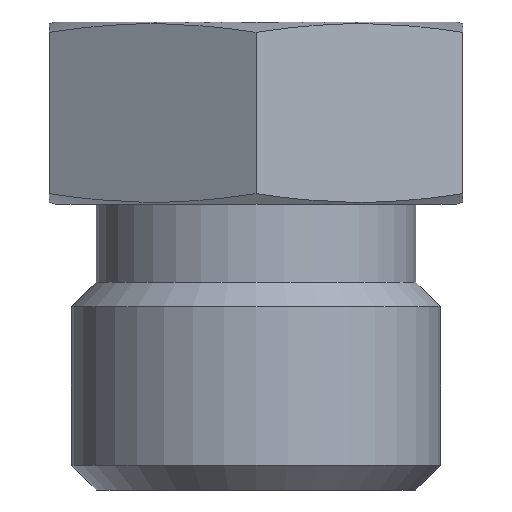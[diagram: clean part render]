
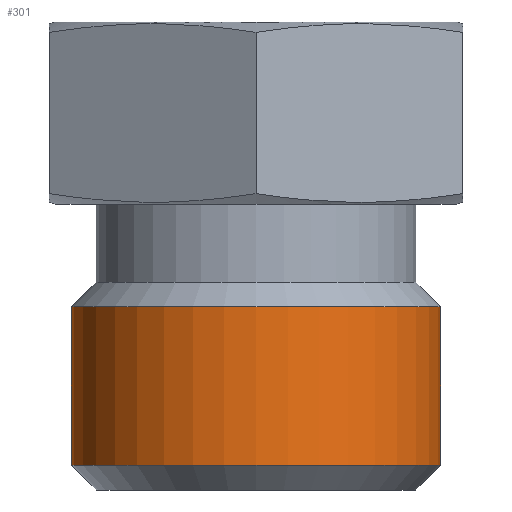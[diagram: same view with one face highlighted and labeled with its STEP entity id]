
A CAD part, front view. The second image highlights one B-rep face of the part: STEP entity #301.
In plain terms, the highlighted cylindrical face has radius 7.1 mm (diameter 14.2 mm), a full revolution.
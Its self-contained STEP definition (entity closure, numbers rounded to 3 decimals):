
#57=LINE('',#554,#71);
#71=VECTOR('',#442,7.1);
#74=CYLINDRICAL_SURFACE('',#358,7.1);
#92=FACE_OUTER_BOUND('',#113,.T.);
#113=EDGE_LOOP('',(#277,#278,#279,#280,#281,#282));
#122=CIRCLE('',#338,7.1);
#123=CIRCLE('',#339,7.1);
#126=CIRCLE('',#344,7.1);
#127=CIRCLE('',#345,7.1);
#144=VERTEX_POINT('',#491);
#145=VERTEX_POINT('',#493);
#153=VERTEX_POINT('',#526);
#154=VERTEX_POINT('',#527);
#174=EDGE_CURVE('',#145,#144,#122,.T.);
#175=EDGE_CURVE('',#144,#145,#123,.T.);
#185=EDGE_CURVE('',#153,#154,#126,.T.);
#187=EDGE_CURVE('',#154,#153,#127,.T.);
#198=EDGE_CURVE('',#145,#154,#57,.T.);
#277=ORIENTED_EDGE('',*,*,#174,.T.);
#278=ORIENTED_EDGE('',*,*,#175,.T.);
#279=ORIENTED_EDGE('',*,*,#198,.T.);
#280=ORIENTED_EDGE('',*,*,#187,.T.);
#281=ORIENTED_EDGE('',*,*,#185,.T.);
#282=ORIENTED_EDGE('',*,*,#198,.F.);
#301=ADVANCED_FACE('',(#92),#74,.T.);
#338=AXIS2_PLACEMENT_3D('',#494,#390,#391);
#339=AXIS2_PLACEMENT_3D('',#495,#392,#393);
#344=AXIS2_PLACEMENT_3D('',#528,#403,#404);
#345=AXIS2_PLACEMENT_3D('',#530,#406,#407);
#358=AXIS2_PLACEMENT_3D('',#553,#440,#441);
#390=DIRECTION('center_axis',(0.,0.,-1.));
#391=DIRECTION('ref_axis',(1.,0.,0.));
#392=DIRECTION('center_axis',(0.,0.,-1.));
#393=DIRECTION('ref_axis',(1.,0.,0.));
#403=DIRECTION('center_axis',(0.,0.,1.));
#404=DIRECTION('ref_axis',(1.,0.,0.));
#406=DIRECTION('center_axis',(0.,0.,1.));
#407=DIRECTION('ref_axis',(1.,0.,0.));
#440=DIRECTION('center_axis',(0.,0.,1.));
#441=DIRECTION('ref_axis',(1.,0.,0.));
#442=DIRECTION('',(0.,0.,-1.));
#491=CARTESIAN_POINT('',(0.,-7.1,7.05));
#493=CARTESIAN_POINT('',(-7.1,0.,7.05));
#494=CARTESIAN_POINT('Origin',(0.,0.,7.05));
#495=CARTESIAN_POINT('Origin',(0.,0.,7.05));
#526=CARTESIAN_POINT('',(0.,-7.1,0.95));
#527=CARTESIAN_POINT('',(-7.1,0.,0.95));
#528=CARTESIAN_POINT('Origin',(0.,0.,0.95));
#530=CARTESIAN_POINT('Origin',(0.,0.,0.95));
#553=CARTESIAN_POINT('Origin',(0.,0.,0.));
#554=CARTESIAN_POINT('',(-7.1,0.,0.));
